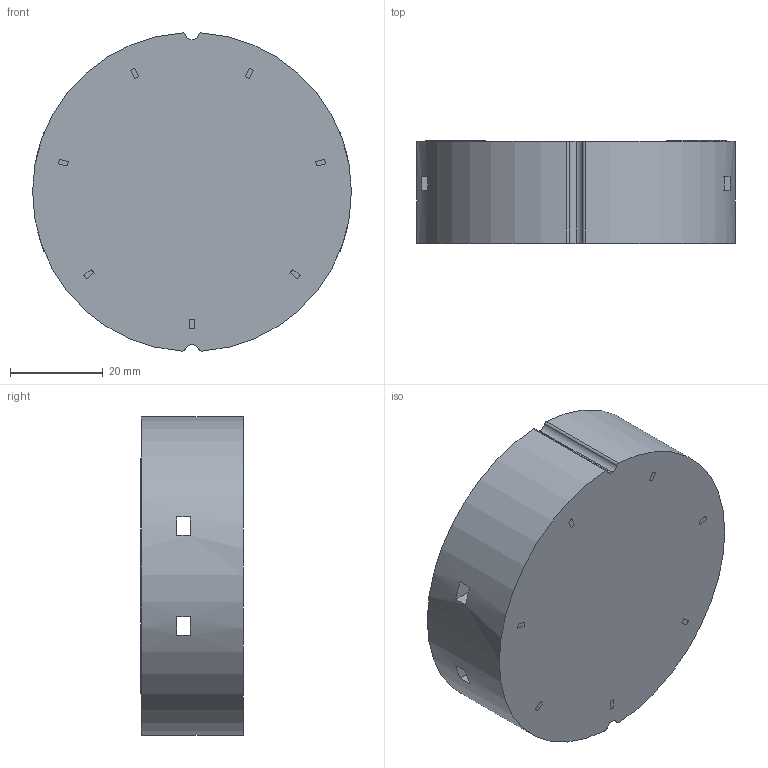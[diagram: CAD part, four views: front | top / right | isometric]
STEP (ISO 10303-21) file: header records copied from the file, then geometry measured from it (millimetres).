
FILE_DESCRIPTION (( 'STEP AP214' ), '1' );
FILE_NAME ('Life_Fitness_ICG8.STEP', '2024-10-07T00:19:53', ( '' ), ( '' ), 'SwSTEP 2.0', 'SolidWorks 2024', '' );
FILE_SCHEMA (( 'AUTOMOTIVE_DESIGN' ));
Length unit declared in the file: millimetre
Products named in the file (1): Life_Fitness_ICG8
Bounding box: 68.8 x 22.2 x 68.67 mm (x, y, z)
Volume: 25444.1 mm3; surface area: 16928.9 mm2
Topology: 8 solids, 8 shells, 499 faces, 1318 edges, 878 vertices
Faces by surface type: plane 257, bspline 192, cylinder 41, cone 7, torus 2
Entity records: 25337 total; most frequent: CARTESIAN_POINT 14098, ORIENTED_EDGE 2636, DIRECTION 1645, EDGE_CURVE 1318, VERTEX_POINT 878, LINE 811, VECTOR 811, EDGE_LOOP 550
